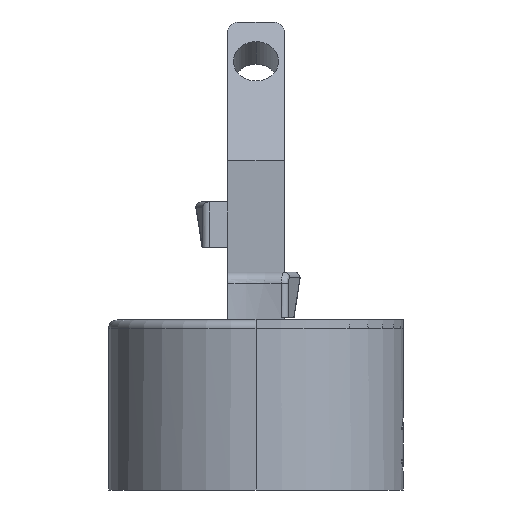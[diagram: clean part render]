
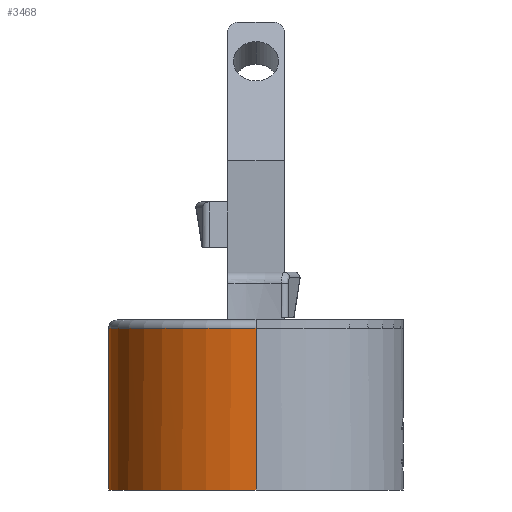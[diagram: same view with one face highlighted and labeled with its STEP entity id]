
A CAD part, left-side view. The second image highlights one B-rep face of the part: STEP entity #3468.
In plain terms, the highlighted cylindrical face has radius 12.99 mm (diameter 25.98 mm), a partial arc.
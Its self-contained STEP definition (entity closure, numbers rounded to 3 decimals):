
#2=CARTESIAN_POINT('',(0.,0.,0.));
#3=DIRECTION('',(0.,0.,-1.));
#4=DIRECTION('',(-1.,0.,0.));
#5=AXIS2_PLACEMENT_3D('',#2,#3,#4);
#1273=CARTESIAN_POINT('',(0.,0.,14.25));
#1274=DIRECTION('',(0.,0.,-1.));
#1275=DIRECTION('',(-1.,0.,0.));
#1276=AXIS2_PLACEMENT_3D('',#1273,#1274,#1275);
#1278=DIRECTION('',(0.,0.,-1.));
#1279=VECTOR('',#1278,14.25);
#1280=CARTESIAN_POINT('',(-12.99,0.,14.25));
#1281=LINE('',#1280,#1279);
#1282=DIRECTION('',(0.,0.,-1.));
#1283=VECTOR('',#1282,10.2);
#1284=CARTESIAN_POINT('',(12.99,0.,10.2));
#1285=LINE('',#1284,#1283);
#1286=CARTESIAN_POINT('',(0.,0.,10.2));
#1287=DIRECTION('',(0.,0.,-1.));
#1288=DIRECTION('',(0.981,0.192,0.));
#1289=AXIS2_PLACEMENT_3D('',#1286,#1287,#1288);
#1291=DIRECTION('',(0.,0.,1.));
#1292=VECTOR('',#1291,4.05);
#1293=CARTESIAN_POINT('',(12.747,2.5,10.2));
#1294=LINE('',#1293,#1292);
#1409=CARTESIAN_POINT('',(-12.99,0.,0.));
#1410=CARTESIAN_POINT('',(12.99,0.,0.));
#1411=VERTEX_POINT('',#1409);
#1412=VERTEX_POINT('',#1410);
#1673=CARTESIAN_POINT('',(12.747,2.5,10.2));
#1674=CARTESIAN_POINT('',(12.99,0.,10.2));
#1675=VERTEX_POINT('',#1673);
#1676=VERTEX_POINT('',#1674);
#1680=CARTESIAN_POINT('',(-12.99,0.,14.25));
#1681=CARTESIAN_POINT('',(12.747,2.5,14.25));
#1682=VERTEX_POINT('',#1680);
#1683=VERTEX_POINT('',#1681);
#3455=CARTESIAN_POINT('',(0.,0.,-0.75));
#3456=DIRECTION('',(0.,0.,1.));
#3457=DIRECTION('',(1.,0.,0.));
#3458=AXIS2_PLACEMENT_3D('',#3455,#3456,#3457);
#3459=CYLINDRICAL_SURFACE('',#3458,12.99);
#3460=ORIENTED_EDGE('',*,*,#2436,.F.);
#3461=ORIENTED_EDGE('',*,*,#2456,.T.);
#3462=ORIENTED_EDGE('',*,*,#1760,.T.);
#3463=ORIENTED_EDGE('',*,*,#2453,.F.);
#3464=ORIENTED_EDGE('',*,*,#3445,.F.);
#3465=ORIENTED_EDGE('',*,*,#2290,.T.);
#3466=EDGE_LOOP('',(#3460,#3461,#3462,#3463,#3464,#3465));
#3467=FACE_OUTER_BOUND('',#3466,.F.);
#3468=ADVANCED_FACE('',(#3467),#3459,.T.);
#6=CIRCLE('',#5,12.99);
#1277=CIRCLE('',#1276,12.99);
#1290=CIRCLE('',#1289,12.99);
#1760=EDGE_CURVE('',#1411,#1412,#6,.T.);
#2290=EDGE_CURVE('',#1675,#1683,#1294,.T.);
#2436=EDGE_CURVE('',#1682,#1683,#1277,.T.);
#2453=EDGE_CURVE('',#1676,#1412,#1285,.T.);
#2456=EDGE_CURVE('',#1682,#1411,#1281,.T.);
#3445=EDGE_CURVE('',#1675,#1676,#1290,.T.);
